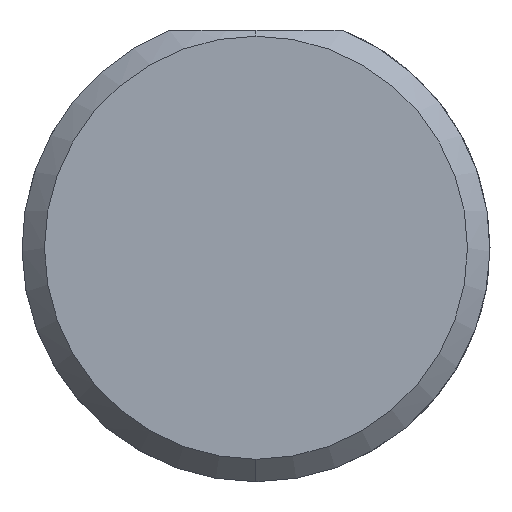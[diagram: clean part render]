
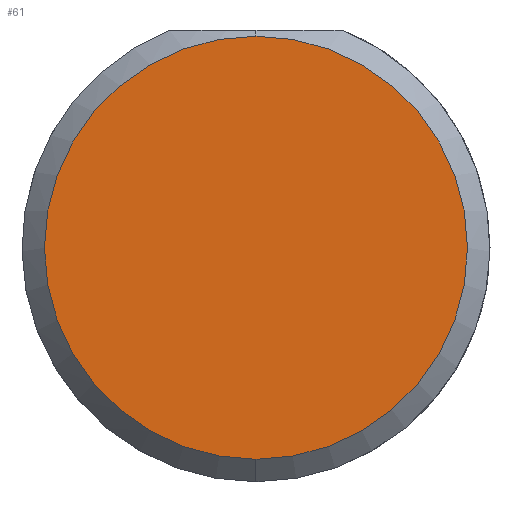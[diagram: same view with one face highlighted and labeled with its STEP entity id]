
A CAD part, left-side view. The second image highlights one B-rep face of the part: STEP entity #61.
In plain terms, the highlighted planar face has unit normal (-1, 0, 0).
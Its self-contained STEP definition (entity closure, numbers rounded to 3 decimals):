
#61 = ADVANCED_FACE ( 'NONE', ( #551 ), #1098, .F. ) ;
#244 = DIRECTION ( 'NONE',  ( 0., 0., -1. ) ) ;
#277 = VERTEX_POINT ( 'NONE', #706 ) ;
#342 = DIRECTION ( 'NONE',  ( -1., 0., 0. ) ) ;
#404 = ORIENTED_EDGE ( 'NONE', *, *, #1225, .T. ) ;
#478 = ORIENTED_EDGE ( 'NONE', *, *, #1047, .T. ) ;
#551 = FACE_OUTER_BOUND ( 'NONE', #893, .T. ) ;
#588 = DIRECTION ( 'NONE',  ( -1., 0., 0. ) ) ;
#642 = DIRECTION ( 'NONE',  ( 0., 0., -1. ) ) ;
#706 = CARTESIAN_POINT ( 'NONE',  ( 0., 0., -3.584 ) ) ;
#714 = DIRECTION ( 'NONE',  ( 1., 0., 0. ) ) ;
#735 = AXIS2_PLACEMENT_3D ( 'NONE', #965, #588, #857 ) ;
#784 = VERTEX_POINT ( 'NONE', #979 ) ;
#794 = AXIS2_PLACEMENT_3D ( 'NONE', #1120, #342, #244 ) ;
#818 = CARTESIAN_POINT ( 'NONE',  ( 0., 0., 0. ) ) ;
#857 = DIRECTION ( 'NONE',  ( 0., 0., -1. ) ) ;
#893 = EDGE_LOOP ( 'NONE', ( #478, #404 ) ) ;
#965 = CARTESIAN_POINT ( 'NONE',  ( 0., 0., 0. ) ) ;
#979 = CARTESIAN_POINT ( 'NONE',  ( 0., 0., 3.584 ) ) ;
#981 = AXIS2_PLACEMENT_3D ( 'NONE', #818, #714, #642 ) ;
#987 = CIRCLE ( 'NONE', #735, 3.584 ) ;
#1047 = EDGE_CURVE ( 'NONE', #277, #784, #1115, .T. ) ;
#1098 = PLANE ( 'NONE',  #981 ) ;
#1115 = CIRCLE ( 'NONE', #794, 3.584 ) ;
#1120 = CARTESIAN_POINT ( 'NONE',  ( 0., 0., 0. ) ) ;
#1225 = EDGE_CURVE ( 'NONE', #784, #277, #987, .T. ) ;
